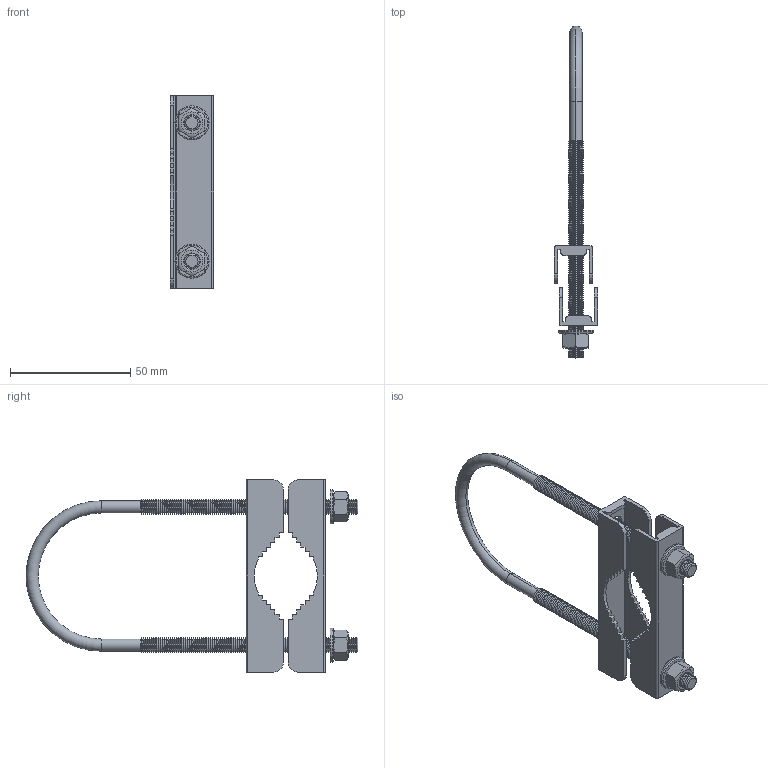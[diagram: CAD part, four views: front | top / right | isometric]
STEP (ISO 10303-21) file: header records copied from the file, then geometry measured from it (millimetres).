
FILE_DESCRIPTION (( 'STEP AP214' ), '1' );
FILE_NAME ('HGX-PMT11_3D.step', '2024-02-21T07:22:29', ( '' ), ( '' ), 'SwSTEP 2.0', 'SolidWorks 2022', '' );
FILE_SCHEMA (( 'AUTOMOTIVE_DESIGN' ));
Length unit declared in the file: millimetre
Products named in the file (5): HGX-PMT11; HGX-PMT11-MA2; .25-20 FlatWasher; HGX-PMT11_3D; XFN-0009
Assembly tree (7 placements, depth 2):
  HGX-PMT11_3D
    HGX-PMT11-MA2  x2
    HGX-PMT11
    .25-20 FlatWasher  x2
    XFN-0009  x2
Bounding box: 18.02 x 138.04 x 79.9 mm (x, y, z)
Volume: 17005.2 mm3; surface area: 22237.5 mm2
Topology: 7 solids, 7 shells, 1196 faces, 2574 edges, 1392 vertices
Faces by surface type: cone 968, plane 166, cylinder 48, torus 14
Entity records: 28012 total; most frequent: DIRECTION 5314, CARTESIAN_POINT 4590, ORIENTED_EDGE 4396, EDGE_CURVE 2198, AXIS2_PLACEMENT_3D 2068, LINE 1178, VECTOR 1178, VERTEX_POINT 1152
